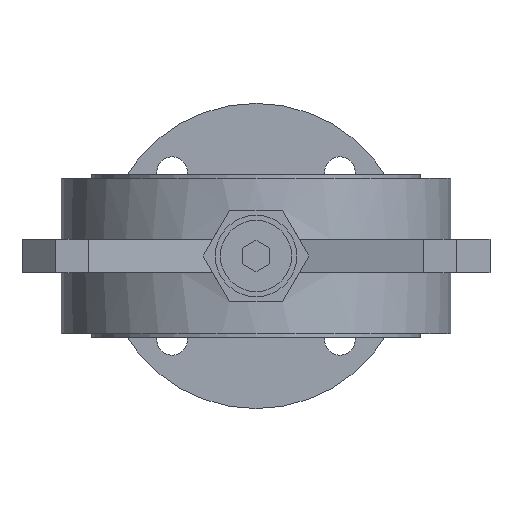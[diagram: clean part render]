
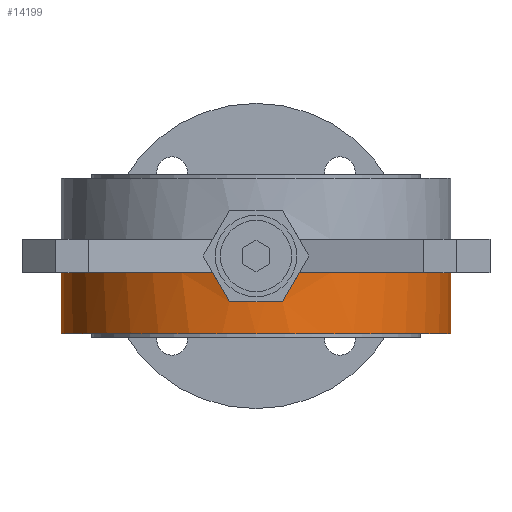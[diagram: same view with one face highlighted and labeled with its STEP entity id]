
A CAD part, front view. The second image highlights one B-rep face of the part: STEP entity #14199.
In plain terms, the highlighted cylindrical face has radius 57.5 mm (diameter 115 mm), a partial arc.
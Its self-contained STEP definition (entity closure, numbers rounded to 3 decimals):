
#132 = VERTEX_POINT ( 'NONE', #23978 ) ;
#274 = CARTESIAN_POINT ( 'NONE',  ( -11.079, -56.447, -7.81 ) ) ;
#698 = CARTESIAN_POINT ( 'NONE',  ( 0., 0., 115.101 ) ) ;
#926 = EDGE_CURVE ( 'NONE', #25185, #2618, #11732, .T. ) ;
#1391 = ORIENTED_EDGE ( 'NONE', *, *, #926, .T. ) ;
#1687 = CARTESIAN_POINT ( 'NONE',  ( 9.442, -56.744, -10.645 ) ) ;
#1871 = CARTESIAN_POINT ( 'NONE',  ( -57.5, 0., -5. ) ) ;
#2618 = VERTEX_POINT ( 'NONE', #18270 ) ;
#2662 = EDGE_CURVE ( 'NONE', #17636, #15376, #13795, .T. ) ;
#2910 = AXIS2_PLACEMENT_3D ( 'NONE', #2978, #10724, #10891 ) ;
#2978 = CARTESIAN_POINT ( 'NONE',  ( 0., 0., -23. ) ) ;
#3271 = VERTEX_POINT ( 'NONE', #9601 ) ;
#3536 = DIRECTION ( 'NONE',  ( 1., 0., 0. ) ) ;
#3665 = AXIS2_PLACEMENT_3D ( 'NONE', #16523, #24231, #10453 ) ;
#3671 = DIRECTION ( 'NONE',  ( 0., 0., -1. ) ) ;
#4458 = LINE ( 'NONE', #10137, #8119 ) ;
#4848 = VERTEX_POINT ( 'NONE', #1871 ) ;
#5136 = ORIENTED_EDGE ( 'NONE', *, *, #15461, .F. ) ;
#6322 = DIRECTION ( 'NONE',  ( 0., 0., 1. ) ) ;
#6525 = CARTESIAN_POINT ( 'NONE',  ( 12.702, -56.08, -5. ) ) ;
#7656 = VECTOR ( 'NONE', #14628, 1000. ) ;
#7710 = EDGE_CURVE ( 'NONE', #3271, #132, #22764, .T. ) ;
#7850 = CARTESIAN_POINT ( 'NONE',  ( -9.442, -56.744, -10.645 ) ) ;
#8119 = VECTOR ( 'NONE', #19956, 1000. ) ;
#9224 = CARTESIAN_POINT ( 'NONE',  ( 0., 0., -5. ) ) ;
#9601 = CARTESIAN_POINT ( 'NONE',  ( -57.5, 0., -23. ) ) ;
#9730 = EDGE_LOOP ( 'NONE', ( #16662, #18222, #9965, #5136, #1391, #25254, #25068, #11451 ) ) ;
#9965 = ORIENTED_EDGE ( 'NONE', *, *, #19747, .T. ) ;
#10137 = CARTESIAN_POINT ( 'NONE',  ( 57.5, 0., 115.101 ) ) ;
#10453 = DIRECTION ( 'NONE',  ( 1., 0., 0. ) ) ;
#10724 = DIRECTION ( 'NONE',  ( 0., 0., 1. ) ) ;
#10782 = AXIS2_PLACEMENT_3D ( 'NONE', #698, #6322, #17924 ) ;
#10891 = DIRECTION ( 'NONE',  ( 1., 0., 0. ) ) ;
#11451 = ORIENTED_EDGE ( 'NONE', *, *, #17918, .F. ) ;
#11732 =( BOUNDED_CURVE ( )  B_SPLINE_CURVE ( 3, ( #25123, #13363, #1687, #15345 ),
 .UNSPECIFIED., .F., .T. ) 
 B_SPLINE_CURVE_WITH_KNOTS ( ( 4, 4 ),
 ( 1.348, 1.435 ),
 .UNSPECIFIED. ) 
 CURVE ( )  GEOMETRIC_REPRESENTATION_ITEM ( )  RATIONAL_B_SPLINE_CURVE ( ( 1., 0.999, 0.999, 1. ) ) 
 REPRESENTATION_ITEM ( '' )  );
#13054 = DIRECTION ( 'NONE',  ( 0., 0., 1. ) ) ;
#13363 = CARTESIAN_POINT ( 'NONE',  ( 11.079, -56.447, -7.81 ) ) ;
#13795 =( BOUNDED_CURVE ( )  B_SPLINE_CURVE ( 3, ( #19540, #7850, #274, #21682 ),
 .UNSPECIFIED., .F., .T. ) 
 B_SPLINE_CURVE_WITH_KNOTS ( ( 4, 4 ),
 ( 4.848, 4.935 ),
 .UNSPECIFIED. ) 
 CURVE ( )  GEOMETRIC_REPRESENTATION_ITEM ( )  RATIONAL_B_SPLINE_CURVE ( ( 1., 0.999, 0.999, 1. ) ) 
 REPRESENTATION_ITEM ( '' )  );
#13860 = CIRCLE ( 'NONE', #21226, 57.5 ) ;
#14199 = ADVANCED_FACE ( 'NONE', ( #16558 ), #19612, .T. ) ;
#14628 = DIRECTION ( 'NONE',  ( 0., 0., 1. ) ) ;
#14656 = AXIS2_PLACEMENT_3D ( 'NONE', #9224, #13054, #3536 ) ;
#15345 = CARTESIAN_POINT ( 'NONE',  ( 7.794, -56.969, -13.5 ) ) ;
#15376 = VERTEX_POINT ( 'NONE', #21744 ) ;
#15461 = EDGE_CURVE ( 'NONE', #25185, #17027, #16883, .T. ) ;
#16448 = EDGE_CURVE ( 'NONE', #3271, #4848, #21088, .T. ) ;
#16523 = CARTESIAN_POINT ( 'NONE',  ( 0., 0., -5. ) ) ;
#16558 = FACE_OUTER_BOUND ( 'NONE', #9730, .T. ) ;
#16604 = CIRCLE ( 'NONE', #14656, 57.5 ) ;
#16662 = ORIENTED_EDGE ( 'NONE', *, *, #16448, .F. ) ;
#16883 = CIRCLE ( 'NONE', #3665, 57.5 ) ;
#17027 = VERTEX_POINT ( 'NONE', #18846 ) ;
#17619 = CARTESIAN_POINT ( 'NONE',  ( -7.794, -56.969, -13.5 ) ) ;
#17636 = VERTEX_POINT ( 'NONE', #17619 ) ;
#17918 = EDGE_CURVE ( 'NONE', #4848, #15376, #16604, .T. ) ;
#17924 = DIRECTION ( 'NONE',  ( 1., 0., 0. ) ) ;
#18222 = ORIENTED_EDGE ( 'NONE', *, *, #7710, .T. ) ;
#18270 = CARTESIAN_POINT ( 'NONE',  ( 7.794, -56.969, -13.5 ) ) ;
#18734 = CARTESIAN_POINT ( 'NONE',  ( -57.5, 0., 115.101 ) ) ;
#18846 = CARTESIAN_POINT ( 'NONE',  ( 57.5, 0., -5. ) ) ;
#19540 = CARTESIAN_POINT ( 'NONE',  ( -7.794, -56.969, -13.5 ) ) ;
#19612 = CYLINDRICAL_SURFACE ( 'NONE', #10782, 57.5 ) ;
#19747 = EDGE_CURVE ( 'NONE', #132, #17027, #4458, .T. ) ;
#19956 = DIRECTION ( 'NONE',  ( 0., 0., 1. ) ) ;
#20205 = EDGE_CURVE ( 'NONE', #2618, #17636, #13860, .T. ) ;
#20983 = DIRECTION ( 'NONE',  ( 1., 0., 0. ) ) ;
#21088 = LINE ( 'NONE', #18734, #7656 ) ;
#21226 = AXIS2_PLACEMENT_3D ( 'NONE', #23293, #3671, #20983 ) ;
#21682 = CARTESIAN_POINT ( 'NONE',  ( -12.702, -56.08, -5. ) ) ;
#21744 = CARTESIAN_POINT ( 'NONE',  ( -12.702, -56.08, -5. ) ) ;
#22764 = CIRCLE ( 'NONE', #2910, 57.5 ) ;
#23293 = CARTESIAN_POINT ( 'NONE',  ( 0., 0., -13.5 ) ) ;
#23978 = CARTESIAN_POINT ( 'NONE',  ( 57.5, 0., -23. ) ) ;
#24231 = DIRECTION ( 'NONE',  ( 0., 0., 1. ) ) ;
#25068 = ORIENTED_EDGE ( 'NONE', *, *, #2662, .T. ) ;
#25123 = CARTESIAN_POINT ( 'NONE',  ( 12.702, -56.08, -5. ) ) ;
#25185 = VERTEX_POINT ( 'NONE', #6525 ) ;
#25254 = ORIENTED_EDGE ( 'NONE', *, *, #20205, .T. ) ;
